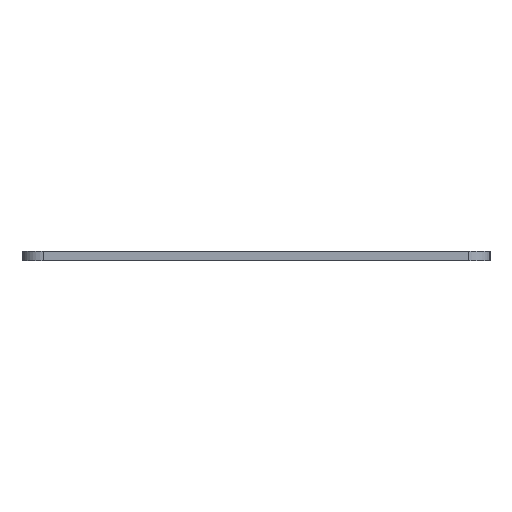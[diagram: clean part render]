
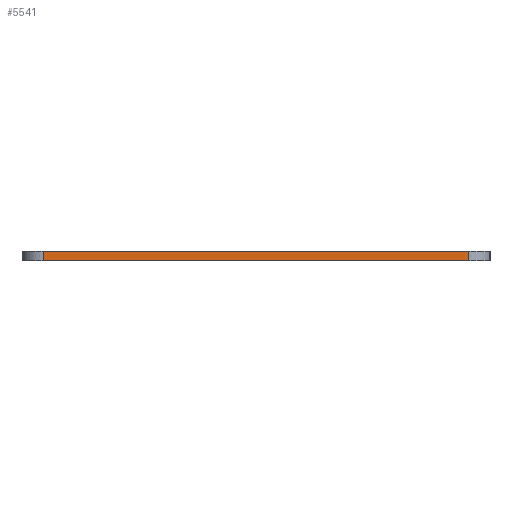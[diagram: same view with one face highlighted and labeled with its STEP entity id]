
A CAD part, left-side view. The second image highlights one B-rep face of the part: STEP entity #5541.
In plain terms, the highlighted planar face has unit normal (-1, 0, 0).
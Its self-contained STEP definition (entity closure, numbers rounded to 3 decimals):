
#393=FACE_OUTER_BOUND('',#647,.T.);
#647=EDGE_LOOP('',(#4511,#4512,#4513,#4514));
#1511=LINE('',#8569,#2259);
#1512=LINE('',#8571,#2260);
#1513=LINE('',#8573,#2261);
#1514=LINE('',#8574,#2262);
#2259=VECTOR('',#7051,10.);
#2260=VECTOR('',#7052,10.);
#2261=VECTOR('',#7053,10.);
#2262=VECTOR('',#7054,10.);
#2763=VERTEX_POINT('',#8567);
#2764=VERTEX_POINT('',#8568);
#2765=VERTEX_POINT('',#8570);
#2766=VERTEX_POINT('',#8572);
#3511=EDGE_CURVE('',#2763,#2764,#1511,.T.);
#3512=EDGE_CURVE('',#2763,#2765,#1512,.T.);
#3513=EDGE_CURVE('',#2766,#2765,#1513,.T.);
#3514=EDGE_CURVE('',#2764,#2766,#1514,.T.);
#4511=ORIENTED_EDGE('',*,*,#3511,.F.);
#4512=ORIENTED_EDGE('',*,*,#3512,.T.);
#4513=ORIENTED_EDGE('',*,*,#3513,.F.);
#4514=ORIENTED_EDGE('',*,*,#3514,.F.);
#5291=PLANE('',#5809);
#5541=ADVANCED_FACE('',(#393),#5291,.T.);
#5809=AXIS2_PLACEMENT_3D('',#8566,#7049,#7050);
#7049=DIRECTION('center_axis',(-1.,0.,0.));
#7050=DIRECTION('ref_axis',(0.,-1.,0.));
#7051=DIRECTION('',(0.,1.,0.));
#7052=DIRECTION('',(0.,0.,1.));
#7053=DIRECTION('',(0.,-1.,0.));
#7054=DIRECTION('',(0.,0.,1.));
#8566=CARTESIAN_POINT('Origin',(200.364,-147.101,1.11));
#8567=CARTESIAN_POINT('',(200.364,-236.676,1.11));
#8568=CARTESIAN_POINT('',(200.364,-147.101,1.11));
#8569=CARTESIAN_POINT('',(200.364,-236.676,1.11));
#8570=CARTESIAN_POINT('',(200.364,-236.676,3.11));
#8571=CARTESIAN_POINT('',(200.364,-236.676,1.11));
#8572=CARTESIAN_POINT('',(200.364,-147.101,3.11));
#8573=CARTESIAN_POINT('',(200.364,-236.676,3.11));
#8574=CARTESIAN_POINT('',(200.364,-147.101,1.11));
